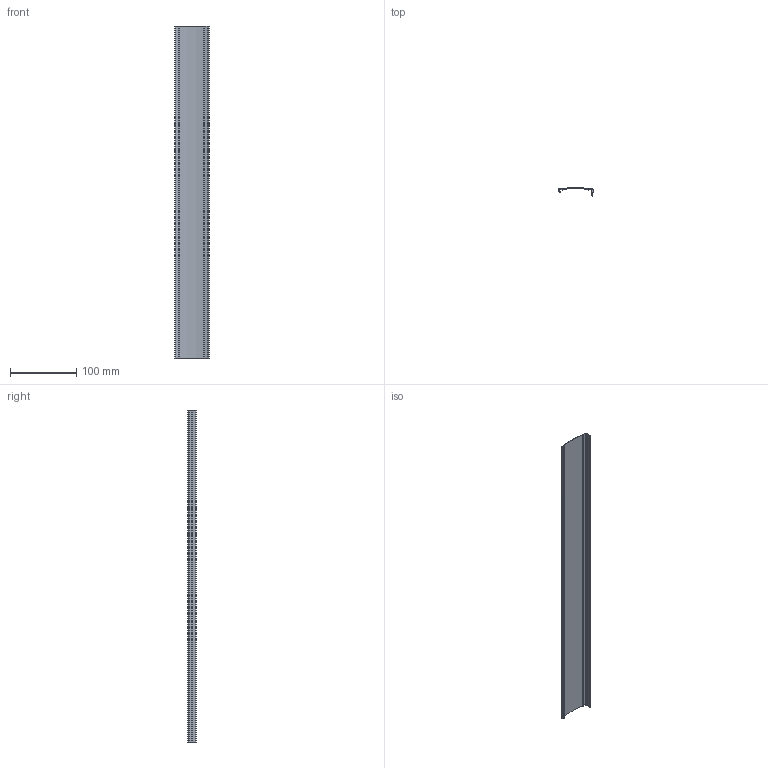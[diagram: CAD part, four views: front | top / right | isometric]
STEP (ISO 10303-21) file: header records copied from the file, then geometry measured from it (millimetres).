
FILE_DESCRIPTION(/* description */ ('STEP AP214'),/* implementation_level */ '2;1');
FILE_NAME(/* name */ '1212480_DADS-AB-G6-12-500',/* time_stamp */ '2024-08-12T15:04:52+02:00',/* author */ ('License CC BY-ND 4.0'),/* organization */ ('CADENAS'),/* preprocessor_version */ 'ST-DEVELOPER v19.3',/* originating_system */ 'PARTsolutions',/* authorisation */ ' ');
FILE_SCHEMA (('AUTOMOTIVE_DESIGN {1 0 10303 214 3 1 1}'));
Length unit declared in the file: millimetre
Products named in the file (2): 1212480 DADS-AB-G6-12-500; 1212384 DADS-AB-G6-12-500---(P)
Assembly tree (1 placements, depth 2):
  1212480 DADS-AB-G6-12-500
    1212384 DADS-AB-G6-12-500---(P)
Bounding box: 51.74 x 12.34 x 500 mm (x, y, z)
Volume: 29785.6 mm3; surface area: 69403 mm2
Topology: 1 solids, 1 shells, 54 faces, 156 edges, 104 vertices
Faces by surface type: cylinder 30, plane 24
Entity records: 1849 total; most frequent: DIRECTION 328, CARTESIAN_POINT 316, ORIENTED_EDGE 312, EDGE_CURVE 156, AXIS2_PLACEMENT_3D 116, VERTEX_POINT 104, LINE 96, VECTOR 96
